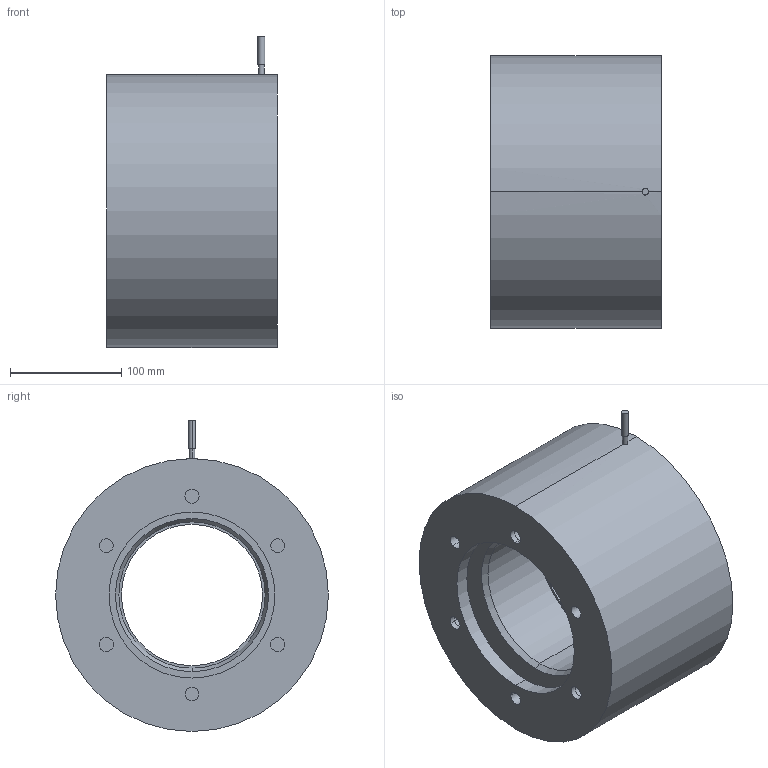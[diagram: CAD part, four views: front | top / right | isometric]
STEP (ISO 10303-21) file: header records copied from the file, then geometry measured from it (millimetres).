
FILE_DESCRIPTION(('starvars output'),'2;1');
FILE_NAME('cv20170217080546000030702.stp','08:05:46 2017/02/17',( 'Thomas Industrial Network Germany GmbH'),( 'Thomas Industrial Network Germany GmbH'),'unknown preprocess','ACIS' ,'unknown authorization');
FILE_SCHEMA(('CONFIG_CONTROL_DESIGN {UNKNOWN IMPLEMENTATION LEVEL}'));
Length unit declared in the file: millimetre
Products named in the file (1): PRODUCT_ID_1
Bounding box: 153.67 x 245.36 x 279.65 mm (x, y, z)
Volume: 4851264.5 mm3; surface area: 298930 mm2
Topology: 1 solids, 1 shells, 86 faces, 186 edges, 115 vertices
Faces by surface type: cylinder 44, cone 26, plane 16
Entity records: 2053 total; most frequent: ORIENTED_EDGE 372, CARTESIAN_POINT 331, DIRECTION 285, EDGE_CURVE 186, VERTEX_POINT 115, EDGE_LOOP 113, FACE_BOUND 113, AXIS2_PLACEMENT_3D 107
